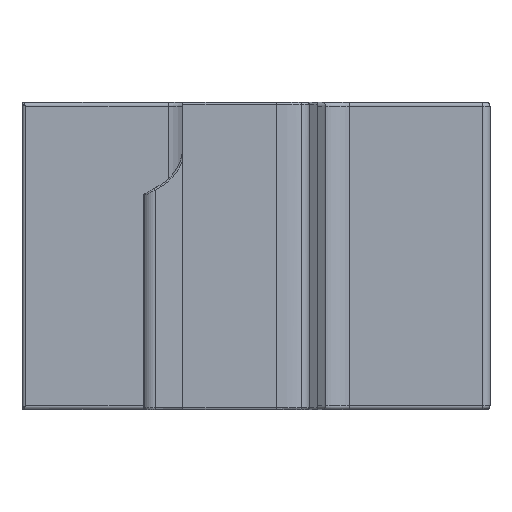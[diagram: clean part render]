
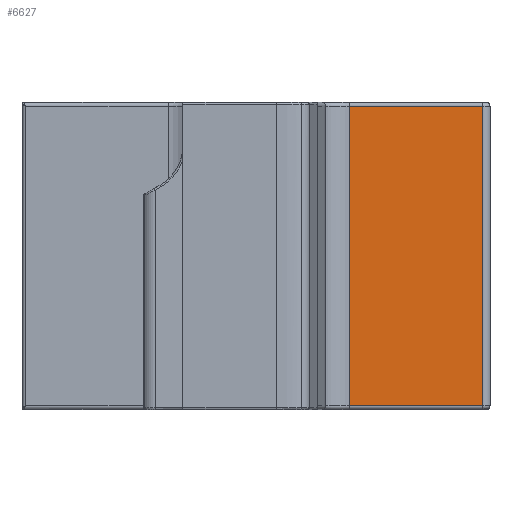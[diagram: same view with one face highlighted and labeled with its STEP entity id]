
A CAD part, left-side view. The second image highlights one B-rep face of the part: STEP entity #6627.
In plain terms, the highlighted planar face has unit normal (-1, 0, 0).
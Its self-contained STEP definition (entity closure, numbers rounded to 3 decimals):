
#148=PLANE('',#7378);
#627=LINE('',#13781,#1022);
#652=LINE('',#14044,#1047);
#653=LINE('',#14048,#1048);
#654=LINE('',#14049,#1049);
#1022=VECTOR('',#8942,10.);
#1047=VECTOR('',#9133,10.);
#1048=VECTOR('',#9138,10.);
#1049=VECTOR('',#9139,10.);
#1617=FACE_OUTER_BOUND('',#2045,.T.);
#2045=EDGE_LOOP('',(#5756,#5757,#5758,#5759));
#3034=VERTEX_POINT('',#13775);
#3035=VERTEX_POINT('',#13779);
#3076=VERTEX_POINT('',#14043);
#3077=VERTEX_POINT('',#14047);
#3908=EDGE_CURVE('',#3034,#3035,#627,.T.);
#3986=EDGE_CURVE('',#3035,#3076,#652,.T.);
#3988=EDGE_CURVE('',#3034,#3077,#653,.T.);
#3989=EDGE_CURVE('',#3076,#3077,#654,.T.);
#5756=ORIENTED_EDGE('',*,*,#3908,.F.);
#5757=ORIENTED_EDGE('',*,*,#3988,.T.);
#5758=ORIENTED_EDGE('',*,*,#3989,.F.);
#5759=ORIENTED_EDGE('',*,*,#3986,.F.);
#6627=ADVANCED_FACE('',(#1617),#148,.F.);
#7378=AXIS2_PLACEMENT_3D('',#14046,#9136,#9137);
#8942=DIRECTION('',(0.,1.,0.));
#9133=DIRECTION('',(0.,0.,1.));
#9136=DIRECTION('center_axis',(1.,0.,0.));
#9137=DIRECTION('ref_axis',(0.,0.,1.));
#9138=DIRECTION('',(0.,0.,1.));
#9139=DIRECTION('',(0.,-1.,0.));
#13775=CARTESIAN_POINT('',(120.,-14.,-31.5));
#13779=CARTESIAN_POINT('',(120.,4.2,-31.5));
#13781=CARTESIAN_POINT('',(120.,4.499,-31.5));
#14043=CARTESIAN_POINT('',(120.,4.2,9.5));
#14044=CARTESIAN_POINT('',(120.,4.2,9.));
#14046=CARTESIAN_POINT('Origin',(120.,4.499,-11.251));
#14047=CARTESIAN_POINT('',(120.,-14.,9.5));
#14048=CARTESIAN_POINT('',(120.,-14.,9.));
#14049=CARTESIAN_POINT('',(120.,4.499,9.5));
